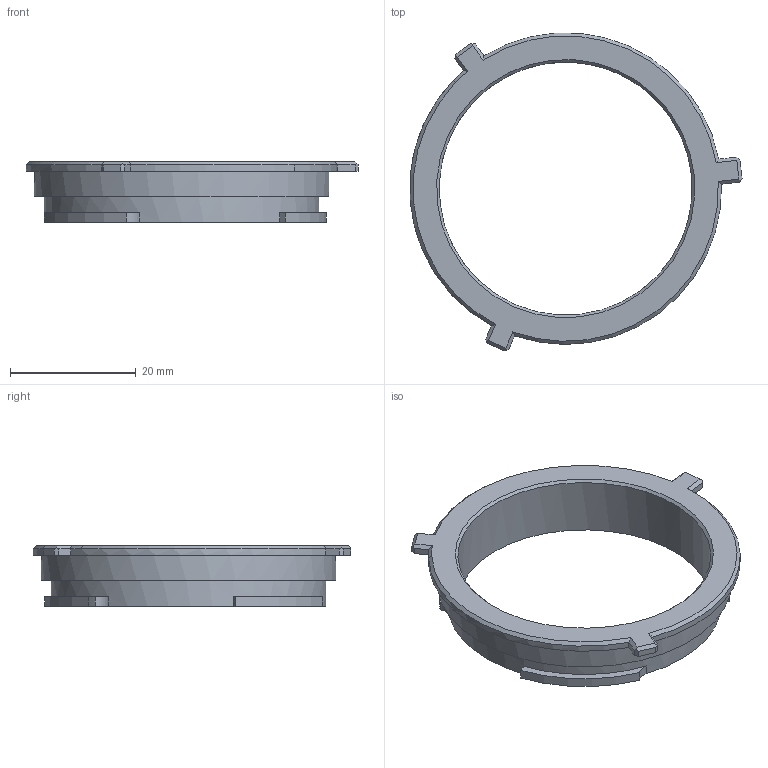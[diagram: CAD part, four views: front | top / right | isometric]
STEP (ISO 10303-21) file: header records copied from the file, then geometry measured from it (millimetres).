
FILE_DESCRIPTION(('HOOPS Exchange Step'),'2;1');
FILE_NAME('temp_export','2023-06-13T19:31:59-04:00',('gmoua'),('Shapr3D Limited'),'HOOPS Exchange 2022.2','Shapr3D','Authorized');
FILE_SCHEMA( ('AUTOMOTIVE_DESIGN { 1 0 10303 214 1 1 1 1 }') );
Length unit declared in the file: millimetre
Products named in the file (1): E Mount Flange
Bounding box: 52.71 x 50.47 x 9.6 mm (x, y, z)
Volume: 3825.9 mm3; surface area: 4068 mm2
Topology: 1 solids, 1 shells, 53 faces, 145 edges, 96 vertices
Faces by surface type: plane 35, cylinder 13, cone 5
Full cylindrical faces by diameter (mm): 40.2 x1, 43.6 x1, 46.8 x1
Entity records: 1720 total; most frequent: CARTESIAN_POINT 313, DIRECTION 290, ORIENTED_EDGE 290, EDGE_CURVE 145, AXIS2_PLACEMENT_3D 97, VERTEX_POINT 96, VECTOR 96, LINE 96
